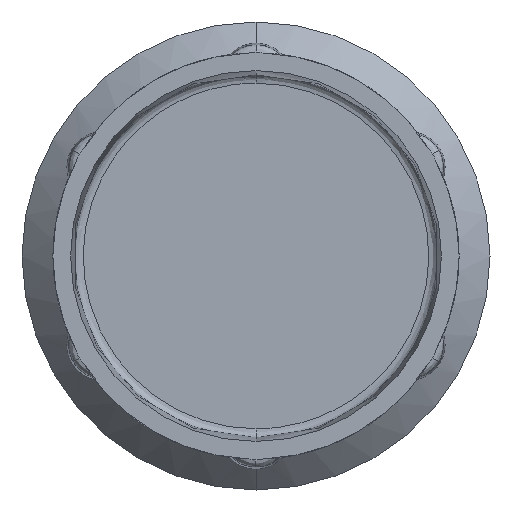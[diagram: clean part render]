
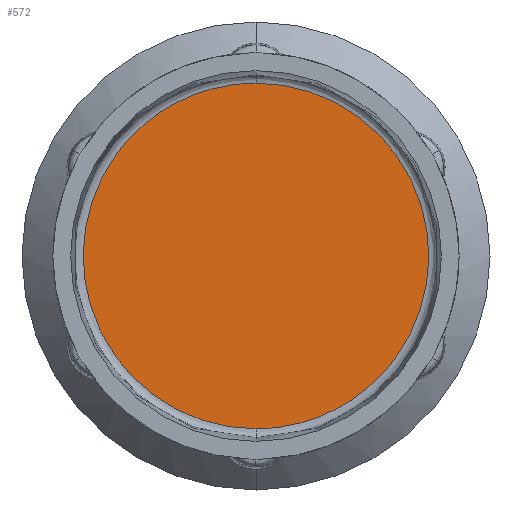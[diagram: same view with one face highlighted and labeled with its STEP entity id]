
A CAD part, front view. The second image highlights one B-rep face of the part: STEP entity #572.
In plain terms, the highlighted planar face has unit normal (0, -1, 0).
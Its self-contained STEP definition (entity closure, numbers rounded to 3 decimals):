
#314 = AXIS2_PLACEMENT_3D ( 'NONE', #327, #317, #316 ) ;
#316 = DIRECTION ( 'NONE',  ( 0., 0., 1. ) ) ;
#317 = DIRECTION ( 'NONE',  ( 0., 1., 0. ) ) ;
#327 = CARTESIAN_POINT ( 'NONE',  ( 0., -1., 10.266 ) ) ;
#456 = CARTESIAN_POINT ( 'NONE',  ( 0., -1., -9.783 ) ) ;
#461 = CARTESIAN_POINT ( 'NONE',  ( 19.566, -1., -9.783 ) ) ;
#549 = CARTESIAN_POINT ( 'NONE',  ( 0., -1., 9.783 ) ) ;
#572 = ADVANCED_FACE ( 'NONE', ( #583 ), #1538, .F. ) ;
#583 = FACE_OUTER_BOUND ( 'NONE', #700, .T. ) ;
#593 = CARTESIAN_POINT ( 'NONE',  ( 19.566, -1., 9.783 ) ) ;
#700 = EDGE_LOOP ( 'NONE', ( #912, #1061 ) ) ;
#708 =( BOUNDED_CURVE ( )  B_SPLINE_CURVE ( 3, ( #549, #593, #461, #456 ),
 .UNSPECIFIED., .F., .T. ) 
 B_SPLINE_CURVE_WITH_KNOTS ( ( 4, 4 ),
 ( 0., 1. ),
 .UNSPECIFIED. ) 
 CURVE ( )  GEOMETRIC_REPRESENTATION_ITEM ( )  RATIONAL_B_SPLINE_CURVE ( ( 1., 0.333, 0.333, 1. ) ) 
 REPRESENTATION_ITEM ( '' )  );
#762 = EDGE_CURVE ( 'NONE', #1420, #805, #1523, .T. ) ;
#805 = VERTEX_POINT ( 'NONE', #1069 ) ;
#912 = ORIENTED_EDGE ( 'NONE', *, *, #1512, .F. ) ;
#1061 = ORIENTED_EDGE ( 'NONE', *, *, #762, .F. ) ;
#1069 = CARTESIAN_POINT ( 'NONE',  ( 0., -1., 9.783 ) ) ;
#1183 = CARTESIAN_POINT ( 'NONE',  ( 0., -1., 9.783 ) ) ;
#1187 = CARTESIAN_POINT ( 'NONE',  ( 0., -1., -9.783 ) ) ;
#1188 = CARTESIAN_POINT ( 'NONE',  ( -19.566, -1., -9.783 ) ) ;
#1286 = CARTESIAN_POINT ( 'NONE',  ( 0., -1., -9.783 ) ) ;
#1393 = CARTESIAN_POINT ( 'NONE',  ( -19.566, -1., 9.783 ) ) ;
#1420 = VERTEX_POINT ( 'NONE', #1286 ) ;
#1512 = EDGE_CURVE ( 'NONE', #805, #1420, #708, .T. ) ;
#1523 =( BOUNDED_CURVE ( )  B_SPLINE_CURVE ( 3, ( #1187, #1188, #1393, #1183 ),
 .UNSPECIFIED., .F., .F. ) 
 B_SPLINE_CURVE_WITH_KNOTS ( ( 4, 4 ),
 ( 0., 1. ),
 .UNSPECIFIED. ) 
 CURVE ( )  GEOMETRIC_REPRESENTATION_ITEM ( )  RATIONAL_B_SPLINE_CURVE ( ( 1., 0.333, 0.333, 1. ) ) 
 REPRESENTATION_ITEM ( '' )  );
#1538 = PLANE ( 'NONE',  #314 ) ;
